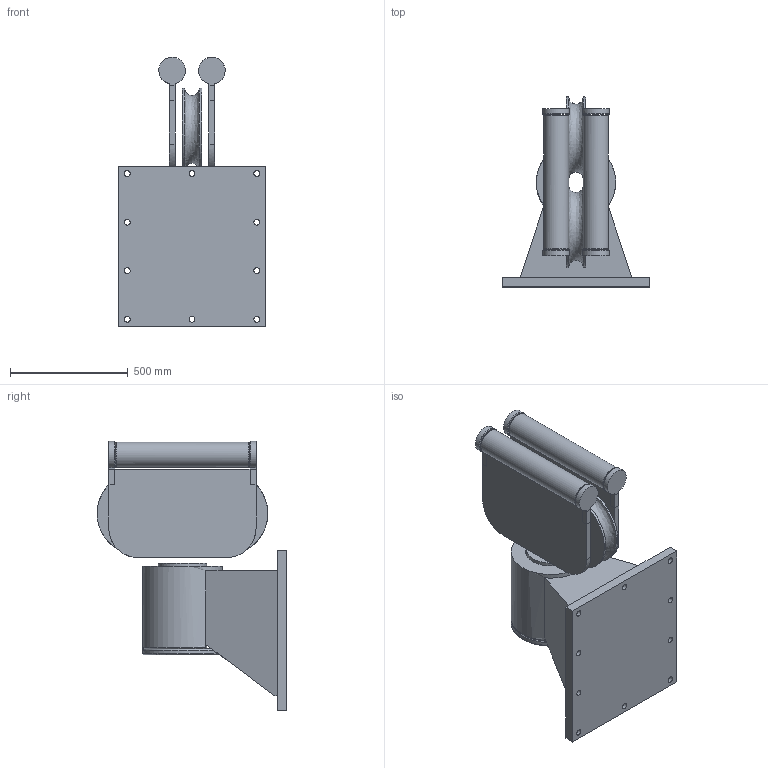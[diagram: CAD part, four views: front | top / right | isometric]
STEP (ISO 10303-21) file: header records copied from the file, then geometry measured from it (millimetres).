
FILE_DESCRIPTION(('FreeCAD Model'),'2;1');
FILE_NAME('Open CASCADE Shape Model','2025-05-05T17:04:55',('FreeCAD'),( 'FreeCAD'),'Open CASCADE STEP processor 7.6','FreeCAD','Unknown');
FILE_SCHEMA(('AUTOMOTIVE_DESIGN { 1 0 10303 214 1 1 1 1 }'));
Length unit declared in the file: millimetre
Products named in the file (1): Open CASCADE STEP translator 7.6 1
Bounding box: 623.75 x 804.58 x 1141.45 mm (x, y, z)
Volume: 112663519.3 mm3; surface area: 4732913.9 mm2
Topology: 13 solids, 13 shells, 107 faces, 255 edges, 174 vertices
Faces by surface type: bspline 107
Entity records: 3772 total; most frequent: CARTESIAN_POINT 2209, ORIENTED_EDGE 510, EDGE_CURVE 255, VERTEX_POINT 174, B_SPLINE_CURVE_WITH_KNOTS 146, FACE_BOUND 133, EDGE_LOOP 133, ADVANCED_FACE 107
